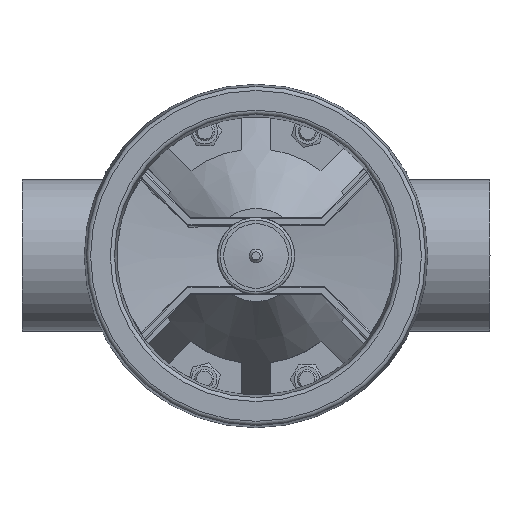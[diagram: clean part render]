
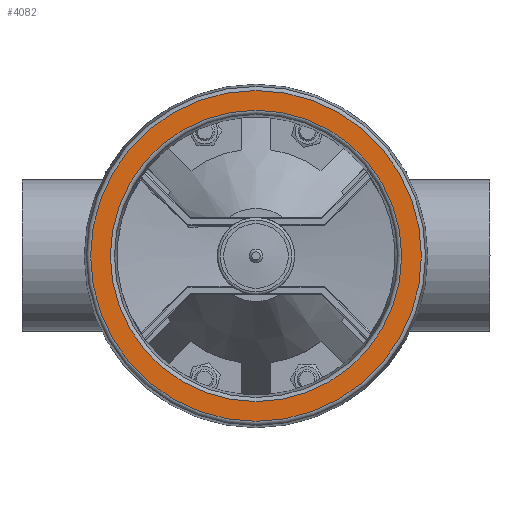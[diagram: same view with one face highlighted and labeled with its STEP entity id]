
A CAD part, top view. The second image highlights one B-rep face of the part: STEP entity #4082.
In plain terms, the highlighted planar face has unit normal (0, 0, 1).
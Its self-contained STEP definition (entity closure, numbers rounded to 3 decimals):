
#700=PLANE($,#4566);
#879=FACE_BOUND($,#1473,.T.);
#1121=FACE_OUTER_BOUND($,#1472,.T.);
#1472=EDGE_LOOP($,(#3620));
#1473=EDGE_LOOP($,(#3621));
#1604=CIRCLE($,#4369,120.182);
#1612=CIRCLE($,#4379,105.818);
#1877=VERTEX_POINT($,#6574);
#1885=VERTEX_POINT($,#6592);
#2330=EDGE_CURVE($,#1877,#1877,#1604,.T.);
#2338=EDGE_CURVE($,#1885,#1885,#1612,.T.);
#3620=ORIENTED_EDGE($,*,*,#2330,.F.);
#3621=ORIENTED_EDGE($,*,*,#2338,.F.);
#4082=ADVANCED_FACE($,(#1121,#879),#700,.T.);
#4369=AXIS2_PLACEMENT_3D($,#6575,#5096,#5097);
#4379=AXIS2_PLACEMENT_3D($,#6593,#5116,#5117);
#4566=AXIS2_PLACEMENT_3D($,#7952,#5588,#5589);
#5096=DIRECTION('center_axis',(0.,0.,-1.));
#5097=DIRECTION('ref_axis',(1.,0.,0.));
#5116=DIRECTION('center_axis',(0.,0.,1.));
#5117=DIRECTION('ref_axis',(1.,0.,0.));
#5588=DIRECTION('center_axis',(0.,0.,1.));
#5589=DIRECTION('ref_axis',(1.,0.,0.));
#6574=CARTESIAN_POINT('',(-120.185,0.808,292.5));
#6575=CARTESIAN_POINT('Origin',(-0.004,0.808,292.5));
#6592=CARTESIAN_POINT('',(105.815,0.808,292.5));
#6593=CARTESIAN_POINT('Origin',(-0.004,0.808,292.5));
#7952=CARTESIAN_POINT('Origin',(-113.004,0.808,292.5));
